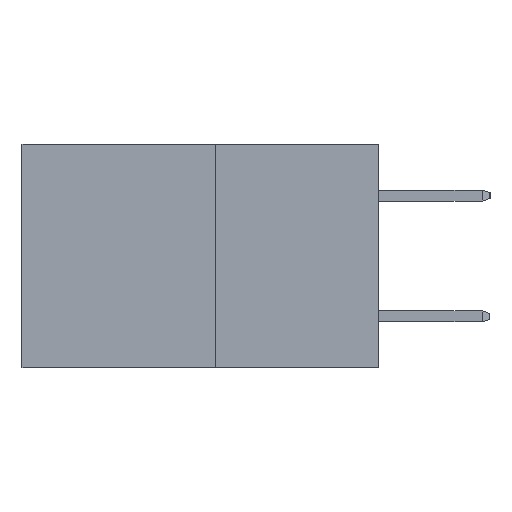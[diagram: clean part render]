
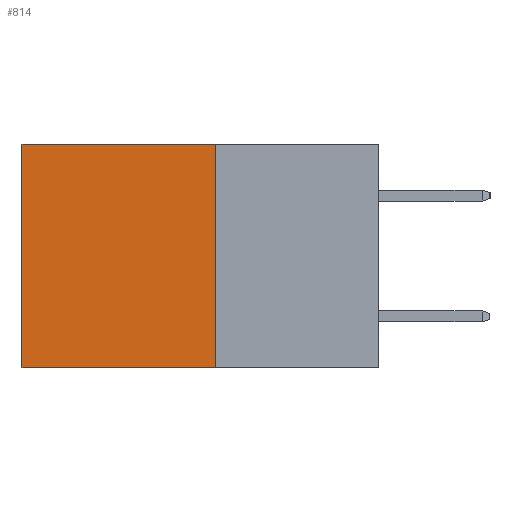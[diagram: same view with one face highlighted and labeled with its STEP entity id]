
A CAD part, left-side view. The second image highlights one B-rep face of the part: STEP entity #814.
In plain terms, the highlighted planar face has unit normal (-1, 0, 0).
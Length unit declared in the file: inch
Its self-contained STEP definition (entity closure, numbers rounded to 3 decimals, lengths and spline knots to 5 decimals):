
#281 = PLANE ( 'NONE',  #6940 ) ;
#384 = CARTESIAN_POINT ( 'NONE',  ( 0.277, 0.27, -0.37 ) ) ;
#462 = VECTOR ( 'NONE', #3698, 39.37008 ) ;
#569 = EDGE_CURVE ( 'NONE', #9386, #7457, #1201, .T. ) ;
#704 = CARTESIAN_POINT ( 'NONE',  ( 0.277, 0.27, -0.37 ) ) ;
#807 = EDGE_CURVE ( 'NONE', #8914, #9386, #10340, .T. ) ;
#814 = ADVANCED_FACE ( 'NONE', ( #8053 ), #281, .F. ) ;
#962 = ORIENTED_EDGE ( 'NONE', *, *, #807, .F. ) ;
#1079 = DIRECTION ( 'NONE',  ( 0., 0., -1. ) ) ;
#1201 = LINE ( 'NONE', #704, #462 ) ;
#1411 = DIRECTION ( 'NONE',  ( 1., 0., 0. ) ) ;
#1414 = ORIENTED_EDGE ( 'NONE', *, *, #569, .F. ) ;
#2127 = ORIENTED_EDGE ( 'NONE', *, *, #2873, .T. ) ;
#2214 = VECTOR ( 'NONE', #11028, 39.37008 ) ;
#2873 = EDGE_CURVE ( 'NONE', #8914, #8021, #11084, .T. ) ;
#3060 = CARTESIAN_POINT ( 'NONE',  ( 0.277, 0.27, -0.37 ) ) ;
#3634 = DIRECTION ( 'NONE',  ( 0., 0., -1. ) ) ;
#3698 = DIRECTION ( 'NONE',  ( 0., 1., 0. ) ) ;
#4798 = DIRECTION ( 'NONE',  ( 0., 1., 0. ) ) ;
#4869 = CARTESIAN_POINT ( 'NONE',  ( 0.277, 0.27, 0. ) ) ;
#5674 = EDGE_LOOP ( 'NONE', ( #10172, #1414, #962, #2127 ) ) ;
#6372 = VECTOR ( 'NONE', #1079, 39.37008 ) ;
#6400 = CARTESIAN_POINT ( 'NONE',  ( 0.277, 0.27, -0.37 ) ) ;
#6547 = LINE ( 'NONE', #7167, #2214 ) ;
#6940 = AXIS2_PLACEMENT_3D ( 'NONE', #6400, #1411, #3634 ) ;
#7167 = CARTESIAN_POINT ( 'NONE',  ( 0.277, 0.59, -0.37 ) ) ;
#7457 = VERTEX_POINT ( 'NONE', #10563 ) ;
#8021 = VERTEX_POINT ( 'NONE', #9414 ) ;
#8053 = FACE_OUTER_BOUND ( 'NONE', #5674, .T. ) ;
#8279 = EDGE_CURVE ( 'NONE', #8021, #7457, #6547, .T. ) ;
#8914 = VERTEX_POINT ( 'NONE', #9014 ) ;
#9014 = CARTESIAN_POINT ( 'NONE',  ( 0.277, 0.27, 0. ) ) ;
#9103 = VECTOR ( 'NONE', #4798, 39.37008 ) ;
#9386 = VERTEX_POINT ( 'NONE', #384 ) ;
#9414 = CARTESIAN_POINT ( 'NONE',  ( 0.277, 0.59, 0. ) ) ;
#10172 = ORIENTED_EDGE ( 'NONE', *, *, #8279, .T. ) ;
#10340 = LINE ( 'NONE', #3060, #6372 ) ;
#10563 = CARTESIAN_POINT ( 'NONE',  ( 0.277, 0.59, -0.37 ) ) ;
#11028 = DIRECTION ( 'NONE',  ( 0., 0., -1. ) ) ;
#11084 = LINE ( 'NONE', #4869, #9103 ) ;
